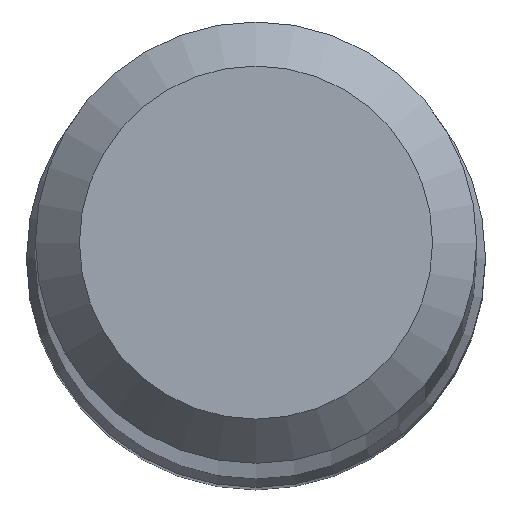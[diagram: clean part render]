
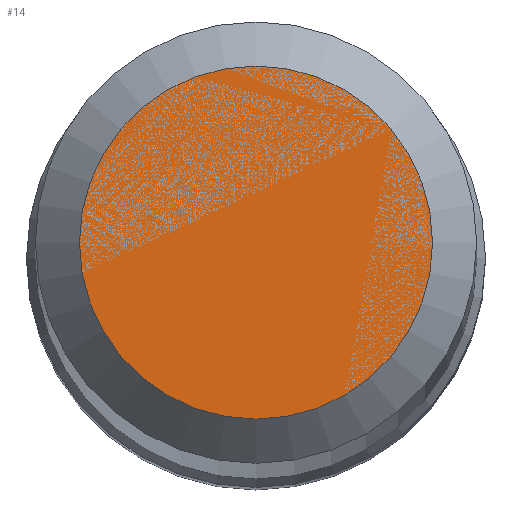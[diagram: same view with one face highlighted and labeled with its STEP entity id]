
A CAD part, top view. The second image highlights one B-rep face of the part: STEP entity #14.
In plain terms, the highlighted planar face has unit normal (0, 0, 1).
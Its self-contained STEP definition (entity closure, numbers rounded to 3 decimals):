
#5 = CARTESIAN_POINT ( 'NONE',  ( 0., 0., 70. ) ) ;
#14 = ADVANCED_FACE ( 'NONE', ( #254 ), #92, .F. ) ;
#41 = DIRECTION ( 'NONE',  ( 0., 1., 0. ) ) ;
#72 = CARTESIAN_POINT ( 'NONE',  ( 0., 1.2, 70. ) ) ;
#81 = AXIS2_PLACEMENT_3D ( 'NONE', #5, #186, #41 ) ;
#92 = PLANE ( 'NONE',  #81 ) ;
#104 = AXIS2_PLACEMENT_3D ( 'NONE', #260, #189, #120 ) ;
#120 = DIRECTION ( 'NONE',  ( 0., 1., 0. ) ) ;
#125 = VERTEX_POINT ( 'NONE', #72 ) ;
#139 = EDGE_CURVE ( 'NONE', #125, #125, #300, .T. ) ;
#157 = ORIENTED_EDGE ( 'NONE', *, *, #139, .F. ) ;
#183 = EDGE_LOOP ( 'NONE', ( #157 ) ) ;
#186 = DIRECTION ( 'NONE',  ( 0., 0., -1. ) ) ;
#189 = DIRECTION ( 'NONE',  ( 0., 0., -1. ) ) ;
#254 = FACE_OUTER_BOUND ( 'NONE', #183, .T. ) ;
#260 = CARTESIAN_POINT ( 'NONE',  ( 0., 0., 70. ) ) ;
#300 = CIRCLE ( 'NONE', #104, 1.2 ) ;
